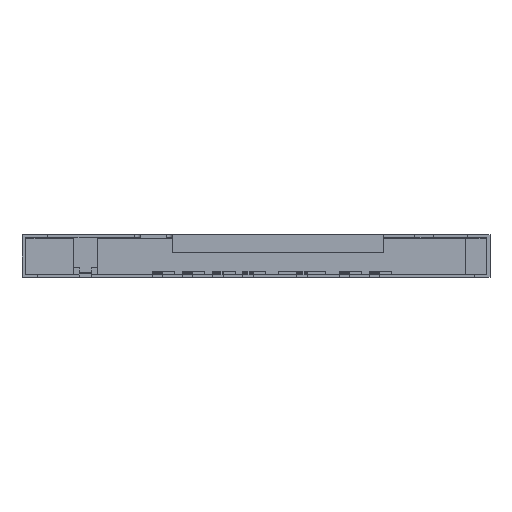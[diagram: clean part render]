
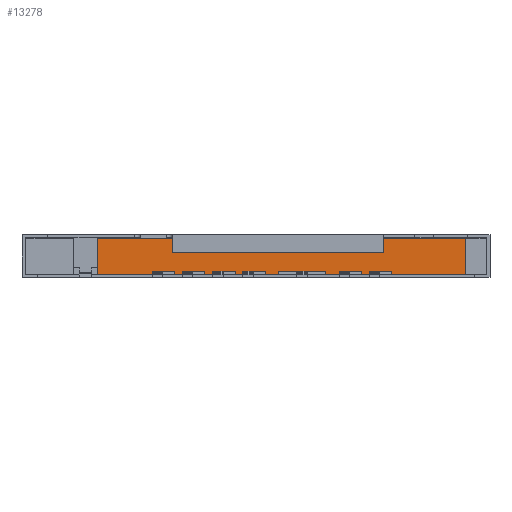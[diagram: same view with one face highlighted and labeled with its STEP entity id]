
A CAD part, front view. The second image highlights one B-rep face of the part: STEP entity #13278.
In plain terms, the highlighted planar face has unit normal (0, -1, 0).
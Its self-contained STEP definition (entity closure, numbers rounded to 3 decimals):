
#467=DIRECTION('',(-1.,0.,0.));
#468=VECTOR('',#467,12.2);
#469=CARTESIAN_POINT('',(6.95,0.72,-1.32));
#470=LINE('',#469,#468);
#579=DIRECTION('',(1.,0.,0.));
#580=VECTOR('',#579,12.2);
#581=CARTESIAN_POINT('',(-5.25,0.72,-0.12));
#582=LINE('',#581,#580);
#2435=DIRECTION('',(0.,0.,1.));
#2436=VECTOR('',#2435,1.2);
#2437=CARTESIAN_POINT('',(-5.25,0.72,-1.32));
#2438=LINE('',#2437,#2436);
#2451=DIRECTION('',(0.,0.,-1.));
#2452=VECTOR('',#2451,0.1);
#2453=CARTESIAN_POINT('',(4.5,0.72,-1.21));
#2454=LINE('',#2453,#2452);
#2455=DIRECTION('',(0.,0.,-1.));
#2456=VECTOR('',#2455,0.1);
#2457=CARTESIAN_POINT('',(3.5,0.72,-1.21));
#2458=LINE('',#2457,#2456);
#2459=DIRECTION('',(0.,0.,-1.));
#2460=VECTOR('',#2459,0.1);
#2461=CARTESIAN_POINT('',(2.295,0.72,-1.21));
#2462=LINE('',#2461,#2460);
#2463=DIRECTION('',(0.,0.,-1.));
#2464=VECTOR('',#2463,0.1);
#2465=CARTESIAN_POINT('',(0.31,0.72,-1.21));
#2466=LINE('',#2465,#2464);
#2467=DIRECTION('',(0.,0.,-1.));
#2468=VECTOR('',#2467,0.1);
#2469=CARTESIAN_POINT('',(-0.69,0.72,-1.21));
#2470=LINE('',#2469,#2468);
#2471=DIRECTION('',(0.,0.,-1.));
#2472=VECTOR('',#2471,0.1);
#2473=CARTESIAN_POINT('',(-1.69,0.72,-1.21));
#2474=LINE('',#2473,#2472);
#2475=DIRECTION('',(0.,0.,-1.));
#2476=VECTOR('',#2475,0.1);
#2477=CARTESIAN_POINT('',(-2.69,0.72,-1.21));
#2478=LINE('',#2477,#2476);
#2483=DIRECTION('',(0.,0.,-1.));
#2484=VECTOR('',#2483,1.2);
#2485=CARTESIAN_POINT('',(6.95,0.72,-0.12));
#2486=LINE('',#2485,#2484);
#4741=DIRECTION('',(-1.,0.,0.));
#4742=VECTOR('',#4741,0.75);
#4743=CARTESIAN_POINT('',(4.5,0.72,-1.21));
#4744=LINE('',#4743,#4742);
#4757=DIRECTION('',(1.,0.,0.));
#4758=VECTOR('',#4757,0.75);
#4759=CARTESIAN_POINT('',(3.75,0.72,-1.31));
#4760=LINE('',#4759,#4758);
#4809=DIRECTION('',(0.,0.,-1.));
#4810=VECTOR('',#4809,0.1);
#4811=CARTESIAN_POINT('',(3.75,0.72,-1.21));
#4812=LINE('',#4811,#4810);
#4905=DIRECTION('',(-1.,0.,0.));
#4906=VECTOR('',#4905,0.75);
#4907=CARTESIAN_POINT('',(3.5,0.72,-1.21));
#4908=LINE('',#4907,#4906);
#4957=DIRECTION('',(1.,0.,0.));
#4958=VECTOR('',#4957,0.75);
#4959=CARTESIAN_POINT('',(2.75,0.72,-1.31));
#4960=LINE('',#4959,#4958);
#4969=DIRECTION('',(0.,0.,-1.));
#4970=VECTOR('',#4969,0.1);
#4971=CARTESIAN_POINT('',(2.75,0.72,-1.21));
#4972=LINE('',#4971,#4970);
#5069=DIRECTION('',(-1.,0.,0.));
#5070=VECTOR('',#5069,1.55);
#5071=CARTESIAN_POINT('',(2.295,0.72,-1.21));
#5072=LINE('',#5071,#5070);
#5089=DIRECTION('',(1.,0.,0.));
#5090=VECTOR('',#5089,1.55);
#5091=CARTESIAN_POINT('',(0.745,0.72,-1.31));
#5092=LINE('',#5091,#5090);
#5237=DIRECTION('',(0.,0.,-1.));
#5238=VECTOR('',#5237,0.1);
#5239=CARTESIAN_POINT('',(0.745,0.72,-1.21));
#5240=LINE('',#5239,#5238);
#5249=DIRECTION('',(-1.,0.,0.));
#5250=VECTOR('',#5249,0.75);
#5251=CARTESIAN_POINT('',(0.31,0.72,-1.21));
#5252=LINE('',#5251,#5250);
#5301=DIRECTION('',(1.,0.,0.));
#5302=VECTOR('',#5301,0.75);
#5303=CARTESIAN_POINT('',(-0.44,0.72,-1.31));
#5304=LINE('',#5303,#5302);
#5313=DIRECTION('',(0.,0.,-1.));
#5314=VECTOR('',#5313,0.1);
#5315=CARTESIAN_POINT('',(-0.44,0.72,-1.21));
#5316=LINE('',#5315,#5314);
#5413=DIRECTION('',(-1.,0.,0.));
#5414=VECTOR('',#5413,0.75);
#5415=CARTESIAN_POINT('',(-0.69,0.72,-1.21));
#5416=LINE('',#5415,#5414);
#5465=DIRECTION('',(1.,0.,0.));
#5466=VECTOR('',#5465,0.75);
#5467=CARTESIAN_POINT('',(-1.44,0.72,-1.31));
#5468=LINE('',#5467,#5466);
#5477=DIRECTION('',(0.,0.,-1.));
#5478=VECTOR('',#5477,0.1);
#5479=CARTESIAN_POINT('',(-1.44,0.72,-1.21));
#5480=LINE('',#5479,#5478);
#5577=DIRECTION('',(-1.,0.,0.));
#5578=VECTOR('',#5577,0.75);
#5579=CARTESIAN_POINT('',(-1.69,0.72,-1.21));
#5580=LINE('',#5579,#5578);
#5629=DIRECTION('',(1.,0.,0.));
#5630=VECTOR('',#5629,0.75);
#5631=CARTESIAN_POINT('',(-2.44,0.72,-1.31));
#5632=LINE('',#5631,#5630);
#5641=DIRECTION('',(0.,0.,-1.));
#5642=VECTOR('',#5641,0.1);
#5643=CARTESIAN_POINT('',(-2.44,0.72,-1.21));
#5644=LINE('',#5643,#5642);
#5741=DIRECTION('',(-1.,0.,0.));
#5742=VECTOR('',#5741,0.75);
#5743=CARTESIAN_POINT('',(-2.69,0.72,-1.21));
#5744=LINE('',#5743,#5742);
#5793=DIRECTION('',(1.,0.,0.));
#5794=VECTOR('',#5793,0.75);
#5795=CARTESIAN_POINT('',(-3.44,0.72,-1.31));
#5796=LINE('',#5795,#5794);
#5805=DIRECTION('',(0.,0.,-1.));
#5806=VECTOR('',#5805,0.1);
#5807=CARTESIAN_POINT('',(-3.44,0.72,-1.21));
#5808=LINE('',#5807,#5806);
#8339=CARTESIAN_POINT('',(6.95,0.72,-0.12));
#8340=VERTEX_POINT('',#8339);
#8341=CARTESIAN_POINT('',(-5.25,0.72,-0.12));
#8342=VERTEX_POINT('',#8341);
#8599=CARTESIAN_POINT('',(-5.25,0.72,-1.32));
#8600=VERTEX_POINT('',#8599);
#8601=CARTESIAN_POINT('',(6.95,0.72,-1.32));
#8602=VERTEX_POINT('',#8601);
#8607=CARTESIAN_POINT('',(3.75,0.72,-1.21));
#8608=CARTESIAN_POINT('',(3.75,0.72,-1.31));
#8609=VERTEX_POINT('',#8607);
#8610=VERTEX_POINT('',#8608);
#8611=CARTESIAN_POINT('',(4.5,0.72,-1.31));
#8612=VERTEX_POINT('',#8611);
#8613=CARTESIAN_POINT('',(4.5,0.72,-1.21));
#8614=VERTEX_POINT('',#8613);
#8615=CARTESIAN_POINT('',(2.75,0.72,-1.21));
#8616=CARTESIAN_POINT('',(2.75,0.72,-1.31));
#8617=VERTEX_POINT('',#8615);
#8618=VERTEX_POINT('',#8616);
#8619=CARTESIAN_POINT('',(3.5,0.72,-1.31));
#8620=VERTEX_POINT('',#8619);
#8621=CARTESIAN_POINT('',(3.5,0.72,-1.21));
#8622=VERTEX_POINT('',#8621);
#8623=CARTESIAN_POINT('',(0.745,0.72,-1.21));
#8624=CARTESIAN_POINT('',(0.745,0.72,-1.31));
#8625=VERTEX_POINT('',#8623);
#8626=VERTEX_POINT('',#8624);
#8627=CARTESIAN_POINT('',(2.295,0.72,-1.31));
#8628=VERTEX_POINT('',#8627);
#8629=CARTESIAN_POINT('',(2.295,0.72,-1.21));
#8630=VERTEX_POINT('',#8629);
#8631=CARTESIAN_POINT('',(-0.44,0.72,-1.21));
#8632=CARTESIAN_POINT('',(-0.44,0.72,-1.31));
#8633=VERTEX_POINT('',#8631);
#8634=VERTEX_POINT('',#8632);
#8635=CARTESIAN_POINT('',(0.31,0.72,-1.31));
#8636=VERTEX_POINT('',#8635);
#8637=CARTESIAN_POINT('',(0.31,0.72,-1.21));
#8638=VERTEX_POINT('',#8637);
#8639=CARTESIAN_POINT('',(-1.44,0.72,-1.21));
#8640=CARTESIAN_POINT('',(-1.44,0.72,-1.31));
#8641=VERTEX_POINT('',#8639);
#8642=VERTEX_POINT('',#8640);
#8643=CARTESIAN_POINT('',(-0.69,0.72,-1.31));
#8644=VERTEX_POINT('',#8643);
#8645=CARTESIAN_POINT('',(-0.69,0.72,-1.21));
#8646=VERTEX_POINT('',#8645);
#8647=CARTESIAN_POINT('',(-2.44,0.72,-1.21));
#8648=CARTESIAN_POINT('',(-2.44,0.72,-1.31));
#8649=VERTEX_POINT('',#8647);
#8650=VERTEX_POINT('',#8648);
#8651=CARTESIAN_POINT('',(-1.69,0.72,-1.31));
#8652=VERTEX_POINT('',#8651);
#8653=CARTESIAN_POINT('',(-1.69,0.72,-1.21));
#8654=VERTEX_POINT('',#8653);
#8655=CARTESIAN_POINT('',(-3.44,0.72,-1.21));
#8656=CARTESIAN_POINT('',(-3.44,0.72,-1.31));
#8657=VERTEX_POINT('',#8655);
#8658=VERTEX_POINT('',#8656);
#8659=CARTESIAN_POINT('',(-2.69,0.72,-1.31));
#8660=VERTEX_POINT('',#8659);
#8661=CARTESIAN_POINT('',(-2.69,0.72,-1.21));
#8662=VERTEX_POINT('',#8661);
#13196=CARTESIAN_POINT('',(-6.78,0.72,-1.42));
#13197=DIRECTION('',(0.,-1.,0.));
#13198=DIRECTION('',(-1.,0.,0.));
#13199=AXIS2_PLACEMENT_3D('',#13196,#13197,#13198);
#13200=PLANE('',#13199);
#13201=ORIENTED_EDGE('',*,*,#10716,.T.);
#13203=ORIENTED_EDGE('',*,*,#13202,.T.);
#13204=ORIENTED_EDGE('',*,*,#10630,.T.);
#13205=ORIENTED_EDGE('',*,*,#13188,.T.);
#13206=EDGE_LOOP('',(#13201,#13203,#13204,#13205));
#13207=FACE_OUTER_BOUND('',#13206,.F.);
#13209=ORIENTED_EDGE('',*,*,#13208,.T.);
#13211=ORIENTED_EDGE('',*,*,#13210,.T.);
#13213=ORIENTED_EDGE('',*,*,#13212,.T.);
#13215=ORIENTED_EDGE('',*,*,#13214,.F.);
#13216=EDGE_LOOP('',(#13209,#13211,#13213,#13215));
#13217=FACE_BOUND('',#13216,.F.);
#13219=ORIENTED_EDGE('',*,*,#13218,.T.);
#13221=ORIENTED_EDGE('',*,*,#13220,.T.);
#13223=ORIENTED_EDGE('',*,*,#13222,.T.);
#13225=ORIENTED_EDGE('',*,*,#13224,.F.);
#13226=EDGE_LOOP('',(#13219,#13221,#13223,#13225));
#13227=FACE_BOUND('',#13226,.F.);
#13229=ORIENTED_EDGE('',*,*,#13228,.T.);
#13231=ORIENTED_EDGE('',*,*,#13230,.T.);
#13233=ORIENTED_EDGE('',*,*,#13232,.T.);
#13235=ORIENTED_EDGE('',*,*,#13234,.F.);
#13236=EDGE_LOOP('',(#13229,#13231,#13233,#13235));
#13237=FACE_BOUND('',#13236,.F.);
#13239=ORIENTED_EDGE('',*,*,#13238,.T.);
#13241=ORIENTED_EDGE('',*,*,#13240,.T.);
#13243=ORIENTED_EDGE('',*,*,#13242,.T.);
#13245=ORIENTED_EDGE('',*,*,#13244,.F.);
#13246=EDGE_LOOP('',(#13239,#13241,#13243,#13245));
#13247=FACE_BOUND('',#13246,.F.);
#13249=ORIENTED_EDGE('',*,*,#13248,.T.);
#13251=ORIENTED_EDGE('',*,*,#13250,.T.);
#13253=ORIENTED_EDGE('',*,*,#13252,.T.);
#13255=ORIENTED_EDGE('',*,*,#13254,.F.);
#13256=EDGE_LOOP('',(#13249,#13251,#13253,#13255));
#13257=FACE_BOUND('',#13256,.F.);
#13259=ORIENTED_EDGE('',*,*,#13258,.T.);
#13261=ORIENTED_EDGE('',*,*,#13260,.T.);
#13263=ORIENTED_EDGE('',*,*,#13262,.T.);
#13265=ORIENTED_EDGE('',*,*,#13264,.F.);
#13266=EDGE_LOOP('',(#13259,#13261,#13263,#13265));
#13267=FACE_BOUND('',#13266,.F.);
#13269=ORIENTED_EDGE('',*,*,#13268,.T.);
#13271=ORIENTED_EDGE('',*,*,#13270,.T.);
#13273=ORIENTED_EDGE('',*,*,#13272,.T.);
#13275=ORIENTED_EDGE('',*,*,#13274,.F.);
#13276=EDGE_LOOP('',(#13269,#13271,#13273,#13275));
#13277=FACE_BOUND('',#13276,.F.);
#13278=ADVANCED_FACE('',(#13207,#13217,#13227,#13237,#13247,#13257,#13267,
#13277),#13200,.T.);
#10630=EDGE_CURVE('',#8602,#8600,#470,.T.);
#10716=EDGE_CURVE('',#8342,#8340,#582,.T.);
#13188=EDGE_CURVE('',#8600,#8342,#2438,.T.);
#13202=EDGE_CURVE('',#8340,#8602,#2486,.T.);
#13208=EDGE_CURVE('',#8614,#8609,#4744,.T.);
#13210=EDGE_CURVE('',#8609,#8610,#4812,.T.);
#13212=EDGE_CURVE('',#8610,#8612,#4760,.T.);
#13214=EDGE_CURVE('',#8614,#8612,#2454,.T.);
#13218=EDGE_CURVE('',#8622,#8617,#4908,.T.);
#13220=EDGE_CURVE('',#8617,#8618,#4972,.T.);
#13222=EDGE_CURVE('',#8618,#8620,#4960,.T.);
#13224=EDGE_CURVE('',#8622,#8620,#2458,.T.);
#13228=EDGE_CURVE('',#8630,#8625,#5072,.T.);
#13230=EDGE_CURVE('',#8625,#8626,#5240,.T.);
#13232=EDGE_CURVE('',#8626,#8628,#5092,.T.);
#13234=EDGE_CURVE('',#8630,#8628,#2462,.T.);
#13238=EDGE_CURVE('',#8638,#8633,#5252,.T.);
#13240=EDGE_CURVE('',#8633,#8634,#5316,.T.);
#13242=EDGE_CURVE('',#8634,#8636,#5304,.T.);
#13244=EDGE_CURVE('',#8638,#8636,#2466,.T.);
#13248=EDGE_CURVE('',#8646,#8641,#5416,.T.);
#13250=EDGE_CURVE('',#8641,#8642,#5480,.T.);
#13252=EDGE_CURVE('',#8642,#8644,#5468,.T.);
#13254=EDGE_CURVE('',#8646,#8644,#2470,.T.);
#13258=EDGE_CURVE('',#8654,#8649,#5580,.T.);
#13260=EDGE_CURVE('',#8649,#8650,#5644,.T.);
#13262=EDGE_CURVE('',#8650,#8652,#5632,.T.);
#13264=EDGE_CURVE('',#8654,#8652,#2474,.T.);
#13268=EDGE_CURVE('',#8662,#8657,#5744,.T.);
#13270=EDGE_CURVE('',#8657,#8658,#5808,.T.);
#13272=EDGE_CURVE('',#8658,#8660,#5796,.T.);
#13274=EDGE_CURVE('',#8662,#8660,#2478,.T.);
